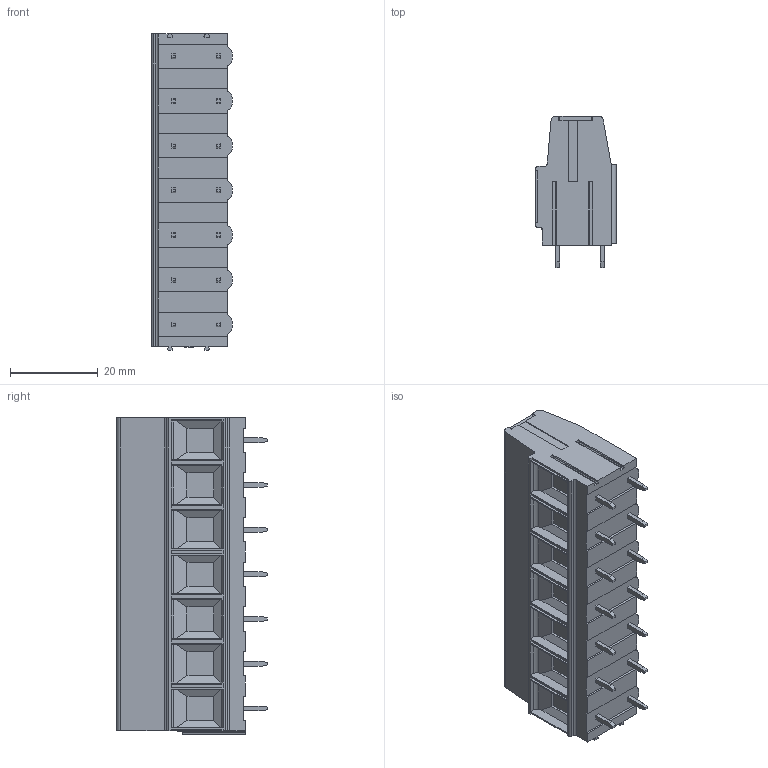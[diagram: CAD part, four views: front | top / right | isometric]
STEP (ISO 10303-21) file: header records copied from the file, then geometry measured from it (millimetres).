
FILE_DESCRIPTION((''),'2;1');
FILE_NAME('TL802','2024-12-06T',('yanfa'),(''),'PRO/ENGINEER BY PARAMETRIC TECHNOLOGY CORPORATION, 2009280','PRO/ENGINEER BY PARAMETRIC TECHNOLOGY CORPORATION, 2009280','');
FILE_SCHEMA(('AUTOMOTIVE_DESIGN_CC2 { 1 2 10303 214 -1 1 5 2 }'));
Length unit declared in the file: millimetre
Products named in the file (1): TL802
Bounding box: 18.4 x 34.3 x 71.87 mm (x, y, z)
Volume: 28660.4 mm3; surface area: 10116 mm2
Topology: 1 solids, 1 shells, 645 faces, 1687 edges, 1092 vertices
Faces by surface type: plane 431, cylinder 172, cone 28, torus 14
Entity records: 19876 total; most frequent: CARTESIAN_POINT 3760, ORIENTED_EDGE 3374, DIRECTION 3265, EDGE_CURVE 1687, VECTOR 1259, LINE 1259, VERTEX_POINT 1092, AXIS2_PLACEMENT_3D 1003
